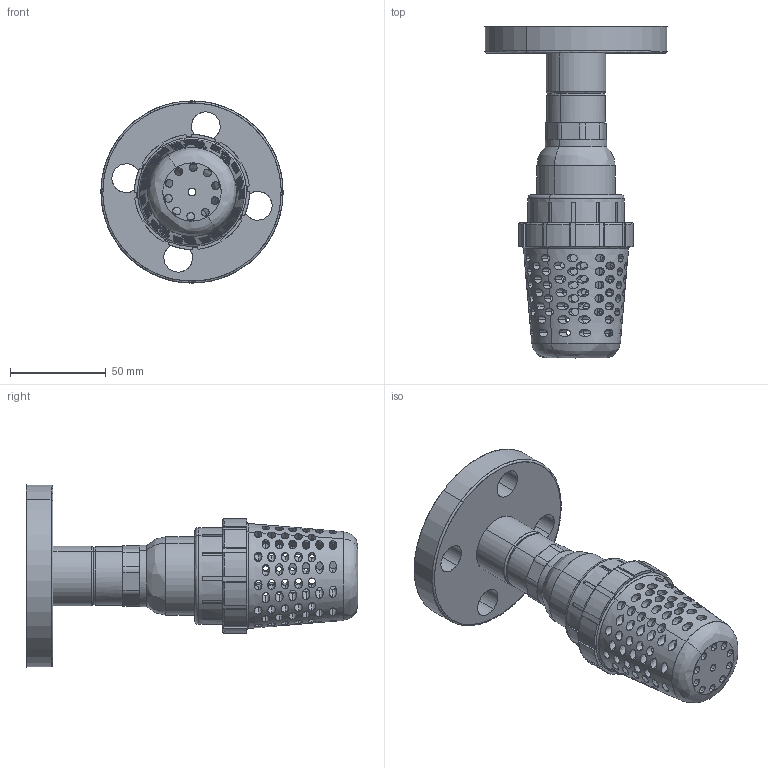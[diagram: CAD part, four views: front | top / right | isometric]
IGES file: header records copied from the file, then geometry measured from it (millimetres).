
Start section: SolidWorks IGES file using analytic representation for surfaces
Global section: file name: VP560F_15A.IGS; native system: SolidWorks 2017; preprocessor: SolidWorks 2017; author: D1712-001!; date: 200519.165704; units: millimetre
Bounding box: 95 x 173 x 94.99 mm (x, y, z)
Surface area: 71463.8 mm2 (no closed solid volume)
Topology: 0 solids, 0 shells, 531 faces, 20213 edges, 20213 vertices
Faces by surface type: bspline 413, revolution 118
